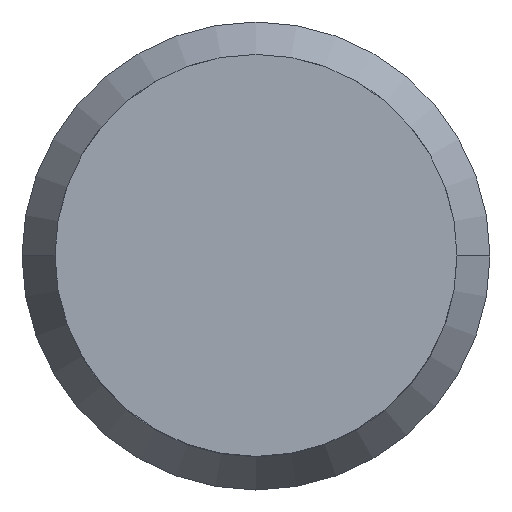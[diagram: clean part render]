
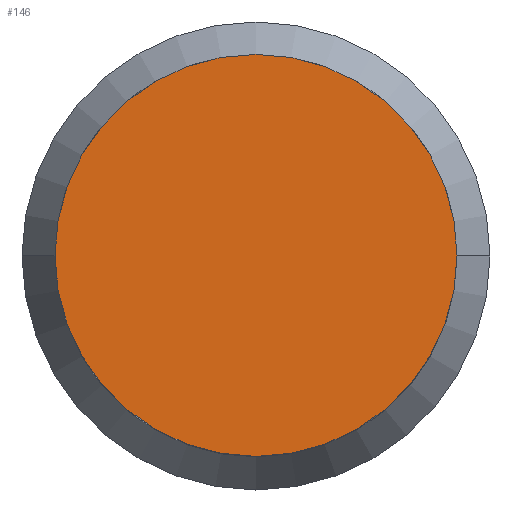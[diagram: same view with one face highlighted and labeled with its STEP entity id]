
A CAD part, top view. The second image highlights one B-rep face of the part: STEP entity #146.
In plain terms, the highlighted planar face has unit normal (0, 0, 1).
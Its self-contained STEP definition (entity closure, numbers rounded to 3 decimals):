
#57 = CARTESIAN_POINT ( 'NONE',  ( 0.001, 0., 59. ) ) ;
#91 = DIRECTION ( 'NONE',  ( 1., 0., 0. ) ) ;
#118 = AXIS2_PLACEMENT_3D ( 'NONE', #817, #815, #811 ) ;
#146 = ADVANCED_FACE ( 'NONE', ( #1027 ), #883, .T. ) ;
#161 = DIRECTION ( 'NONE',  ( 0., 0., 1. ) ) ;
#216 = ORIENTED_EDGE ( 'NONE', *, *, #917, .T. ) ;
#228 = DIRECTION ( 'NONE',  ( 1., 0., 0. ) ) ;
#278 = ORIENTED_EDGE ( 'NONE', *, *, #442, .T. ) ;
#309 = VERTEX_POINT ( 'NONE', #681 ) ;
#427 = DIRECTION ( 'NONE',  ( 0., 0., 1. ) ) ;
#436 = CIRCLE ( 'NONE', #714, 33.501 ) ;
#442 = EDGE_CURVE ( 'NONE', #309, #942, #436, .T. ) ;
#498 = AXIS2_PLACEMENT_3D ( 'NONE', #547, #427, #228 ) ;
#547 = CARTESIAN_POINT ( 'NONE',  ( 0.001, 0., 59. ) ) ;
#619 = EDGE_LOOP ( 'NONE', ( #216, #278 ) ) ;
#681 = CARTESIAN_POINT ( 'NONE',  ( -33.5, 0., 59. ) ) ;
#714 = AXIS2_PLACEMENT_3D ( 'NONE', #57, #161, #91 ) ;
#758 = CARTESIAN_POINT ( 'NONE',  ( 33.501, 0., 59. ) ) ;
#811 = DIRECTION ( 'NONE',  ( 1., 0., 0. ) ) ;
#815 = DIRECTION ( 'NONE',  ( 0., 0., 1. ) ) ;
#817 = CARTESIAN_POINT ( 'NONE',  ( 0.001, 0., 59. ) ) ;
#883 = PLANE ( 'NONE',  #118 ) ;
#917 = EDGE_CURVE ( 'NONE', #942, #309, #975, .T. ) ;
#942 = VERTEX_POINT ( 'NONE', #758 ) ;
#975 = CIRCLE ( 'NONE', #498, 33.501 ) ;
#1027 = FACE_OUTER_BOUND ( 'NONE', #619, .T. ) ;
